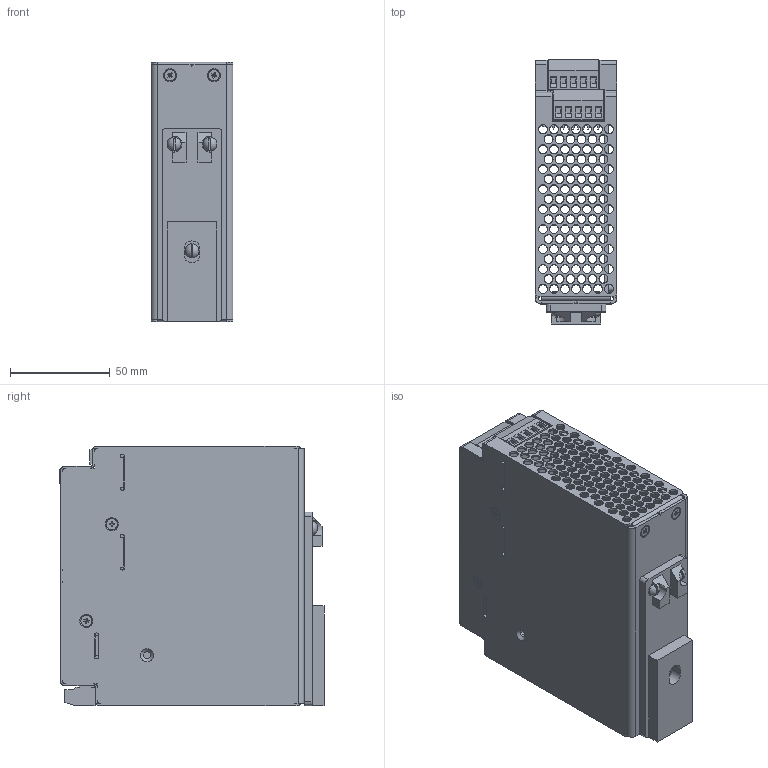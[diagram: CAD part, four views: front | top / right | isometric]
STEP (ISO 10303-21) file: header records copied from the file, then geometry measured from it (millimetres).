
FILE_DESCRIPTION(('STEP AP214'), '1');
FILE_NAME('栖闉罻', '', ('UNSPECIFIED'), ('UNSPECIFIED'), 'ASCON STEP Converter 1.6', 'ASCON Math Kernel', '');
FILE_SCHEMA(('AUTOMOTIVE_DESIGN { 1 0 10303 214 3 1 1}'));
Length unit declared in the file: millimetre
Assembly tree (2 placements, depth 3):
  (unnamed)
    (unnamed)
       
Bounding box: 41 x 132.3 x 130 mm (x, y, z)
Volume: 133348.1 mm3; surface area: 145145.9 mm2
Topology: 1 solids, 1 shells, 1489 faces, 3865 edges, 2460 vertices
Faces by surface type: plane 1005, cylinder 427, cone 54, sphere 3
Full cylindrical faces by diameter (mm): 1.5 x8, 2.459 x4, 3 x6, 3.2 x1, 3.5 x13, 4 x9, 4.2 x2, 4.5 x235, 5 x4, 5.6 x8, 6 x4, 7 x3, 7.9 x3
Entity records: 56873 total; most frequent: CARTESIAN_POINT 7897, DIRECTION 7402, ORIENTED_EDGE 7042, EDGE_CURVE 3521, LINE 2488, VECTOR 2488, EDGE_LOOP 2479, VERTEX_POINT 2460
